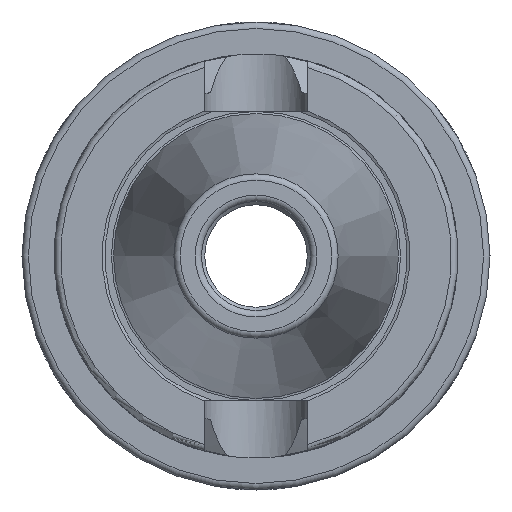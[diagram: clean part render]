
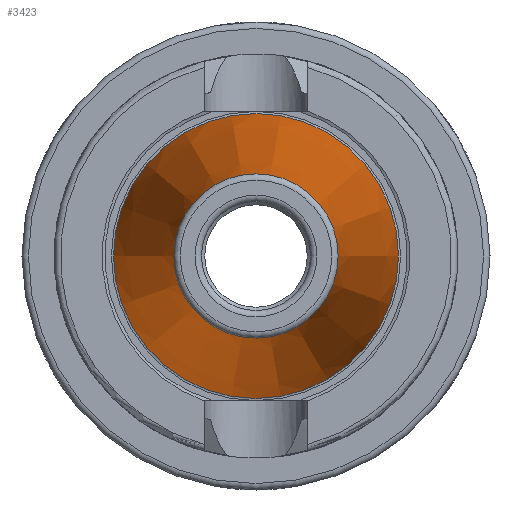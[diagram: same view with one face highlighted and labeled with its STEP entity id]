
A CAD part, left-side view. The second image highlights one B-rep face of the part: STEP entity #3423.
In plain terms, the highlighted conical face has half-angle 8.297 degrees and reference radius 17.519 mm.
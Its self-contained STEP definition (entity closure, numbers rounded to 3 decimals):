
#2073=CARTESIAN_POINT('',(0.0,22.225,0.0));
#2074=VERTEX_POINT('',#2073);
#2075=CARTESIAN_POINT('',(0.0,0.0,0.0));
#2076=DIRECTION('',(1.0,0.0,0.0));
#2077=DIRECTION('',(0.0,1.0,0.0));
#2078=AXIS2_PLACEMENT_3D('',#2075,#2076,#2077);
#2079=CIRCLE('',#2078,22.225);
#2080=EDGE_CURVE('',#2074,#2074,#2079,.T.);
#3397=CARTESIAN_POINT('',(-64.544,12.812,0.0));
#3398=VERTEX_POINT('',#3397);
#3399=CARTESIAN_POINT('',(-64.544,0.0,0.0));
#3400=DIRECTION('',(1.0,0.0,0.0));
#3401=DIRECTION('',(0.0,1.0,0.0));
#3402=AXIS2_PLACEMENT_3D('',#3399,#3400,#3401);
#3403=CIRCLE('',#3402,12.812);
#3404=EDGE_CURVE('',#3398,#3398,#3403,.T.);
#3412=CARTESIAN_POINT('',(-32.272,0.0,0.0));
#3413=DIRECTION('',(1.0,0.0,0.0));
#3414=DIRECTION('',(0.0,1.0,0.0));
#3415=AXIS2_PLACEMENT_3D('',#3412,#3413,#3414);
#3416=CONICAL_SURFACE('',#3415,17.519,8.297);
#3417=ORIENTED_EDGE('',*,*,#2080,.F.);
#3418=EDGE_LOOP('',(#3417));
#3419=FACE_OUTER_BOUND('',#3418,.T.);
#3420=ORIENTED_EDGE('',*,*,#3404,.T.);
#3421=EDGE_LOOP('',(#3420));
#3422=FACE_BOUND('',#3421,.T.);
#3423=ADVANCED_FACE('',(#3419,#3422),#3416,.T.);
